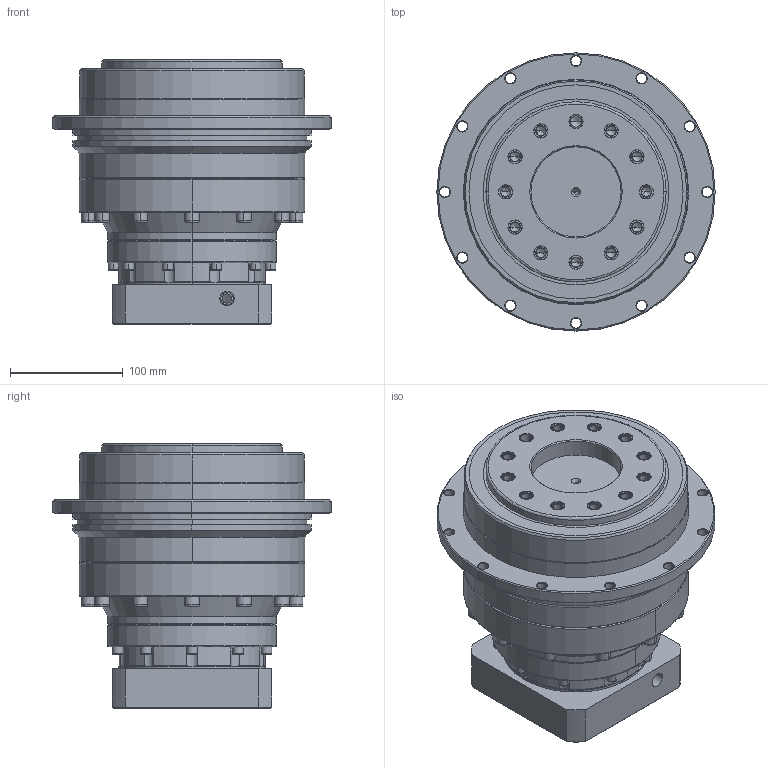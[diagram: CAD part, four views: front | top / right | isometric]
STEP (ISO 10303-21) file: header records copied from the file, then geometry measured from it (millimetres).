
FILE_DESCRIPTION (( 'STEP AP214' ), '1' );
FILE_NAME ('SD200-L2-24-110-130M8.STEP', '2022-02-25T00:11:21', ( 'admin' ), ( '' ), 'SwSTEP 2.0', 'SolidWorks 2013', '' );
FILE_SCHEMA (( 'AUTOMOTIVE_DESIGN' ));
Length unit declared in the file: millimetre
Products named in the file (4): SD142-110-130M8; SD200_X2_4E007EA78F9351657AEF_X0_-35; SD200_X2_8F9351FA7AEF_X0_; SD200-L2-24-110-130M8
Assembly tree (3 placements, depth 2):
  SD200-L2-24-110-130M8
    SD200_X2_8F9351FA7AEF_X0_
    SD200_X2_4E007EA78F9351657AEF_X0_-35
    SD142-110-130M8
Bounding box: 247 x 247 x 235 mm (x, y, z)
Volume: 5837496 mm3; surface area: 397796.4 mm2
Topology: 3 solids, 3 shells, 892 faces, 2173 edges, 1302 vertices
Faces by surface type: cylinder 302, cone 300, plane 235, bspline 55
Entity records: 37081 total; most frequent: CARTESIAN_POINT 6430, DIRECTION 4537, ORIENTED_EDGE 4154, EDGE_CURVE 2077, AXIS2_PLACEMENT_3D 1761, VERTEX_POINT 1302, EDGE_LOOP 1053, LINE 1015
